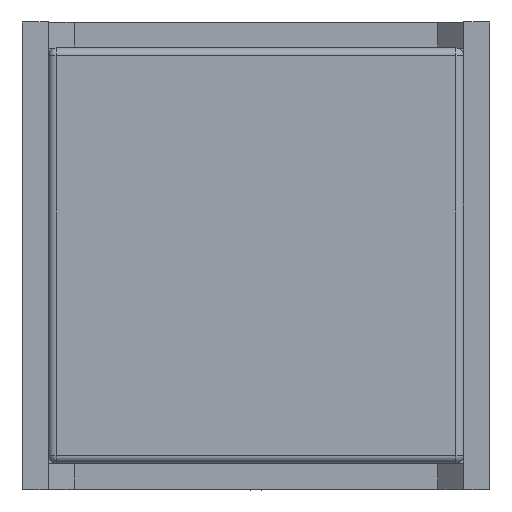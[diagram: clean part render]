
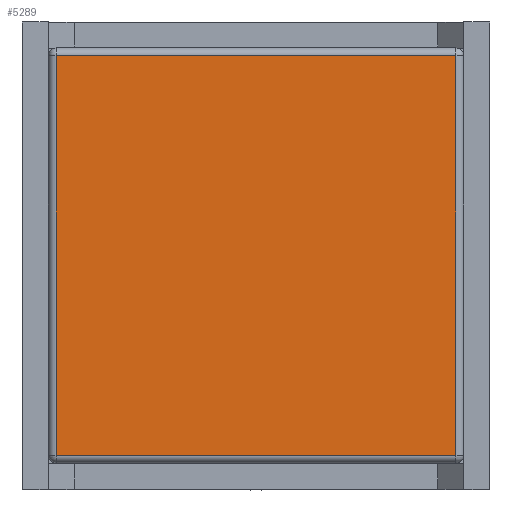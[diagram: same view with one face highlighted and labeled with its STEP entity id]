
A CAD part, top view. The second image highlights one B-rep face of the part: STEP entity #5289.
In plain terms, the highlighted planar face has unit normal (0, 0, 1).
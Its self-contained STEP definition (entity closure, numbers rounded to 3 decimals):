
#190 = VERTEX_POINT ( 'NONE', #11389 ) ;
#193 = VERTEX_POINT ( 'NONE', #11741 ) ;
#1208 = CARTESIAN_POINT ( 'NONE',  ( 7.7, 8., 9. ) ) ;
#1210 = LINE ( 'NONE', #1208, #11058 ) ;
#1287 = CARTESIAN_POINT ( 'NONE',  ( -8., 7.7, 9. ) ) ;
#1288 = LINE ( 'NONE', #1287, #7079 ) ;
#1291 = DIRECTION ( 'NONE',  ( -1., 0., 0. ) ) ;
#1406 = DIRECTION ( 'NONE',  ( 0., 1., 0. ) ) ;
#1863 = ORIENTED_EDGE ( 'NONE', *, *, #5275, .T. ) ;
#1905 = EDGE_LOOP ( 'NONE', ( #1949, #1863, #1934, #1929 ) ) ;
#1929 = ORIENTED_EDGE ( 'NONE', *, *, #4749, .T. ) ;
#1934 = ORIENTED_EDGE ( 'NONE', *, *, #4748, .T. ) ;
#1949 = ORIENTED_EDGE ( 'NONE', *, *, #5260, .T. ) ;
#3408 = DIRECTION ( 'NONE',  ( 1., 0., 0. ) ) ;
#3409 = CARTESIAN_POINT ( 'NONE',  ( 8., -7.7, 9. ) ) ;
#3411 = LINE ( 'NONE', #3409, #6409 ) ;
#3412 = DIRECTION ( 'NONE',  ( 0., -1., 0. ) ) ;
#3413 = CARTESIAN_POINT ( 'NONE',  ( -7.7, -8., 9. ) ) ;
#3414 = LINE ( 'NONE', #3413, #6456 ) ;
#3871 = VERTEX_POINT ( 'NONE', #11482 ) ;
#3877 = VERTEX_POINT ( 'NONE', #11476 ) ;
#4748 = EDGE_CURVE ( 'NONE', #3877, #3871, #3414, .T. ) ;
#4749 = EDGE_CURVE ( 'NONE', #3871, #193, #3411, .T. ) ;
#5260 = EDGE_CURVE ( 'NONE', #193, #190, #1210, .T. ) ;
#5275 = EDGE_CURVE ( 'NONE', #190, #3877, #1288, .T. ) ;
#5289 = ADVANCED_FACE ( 'NONE', ( #7110 ), #14351, .T. ) ;
#6409 = VECTOR ( 'NONE', #3408, 1000. ) ;
#6456 = VECTOR ( 'NONE', #3412, 1000. ) ;
#7079 = VECTOR ( 'NONE', #1291, 1000. ) ;
#7110 = FACE_OUTER_BOUND ( 'NONE', #1905, .T. ) ;
#7135 = AXIS2_PLACEMENT_3D ( 'NONE', #14370, #14412, #14410 ) ;
#11058 = VECTOR ( 'NONE', #1406, 1000. ) ;
#11389 = CARTESIAN_POINT ( 'NONE',  ( 7.7, 7.7, 9. ) ) ;
#11476 = CARTESIAN_POINT ( 'NONE',  ( -7.7, 7.7, 9. ) ) ;
#11482 = CARTESIAN_POINT ( 'NONE',  ( -7.7, -7.7, 9. ) ) ;
#11741 = CARTESIAN_POINT ( 'NONE',  ( 7.7, -7.7, 9. ) ) ;
#14351 = PLANE ( 'NONE',  #7135 ) ;
#14370 = CARTESIAN_POINT ( 'NONE',  ( -8., -8., 9. ) ) ;
#14410 = DIRECTION ( 'NONE',  ( 1., 0., 0. ) ) ;
#14412 = DIRECTION ( 'NONE',  ( 0., 0., 1. ) ) ;
